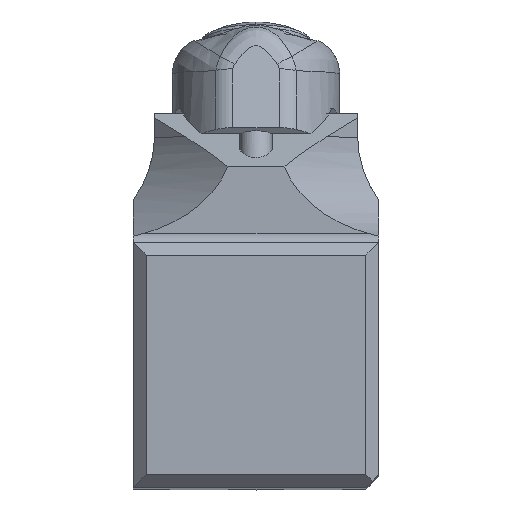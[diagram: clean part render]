
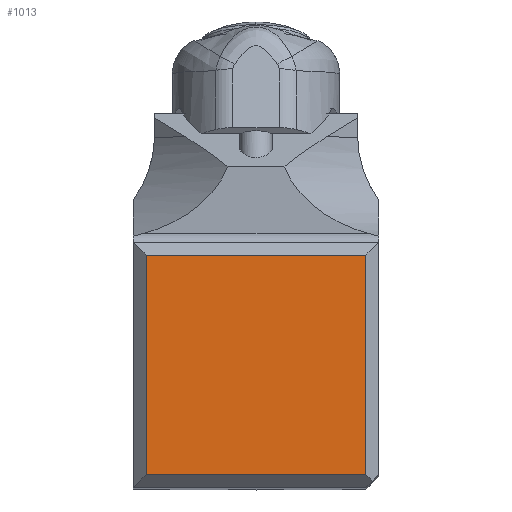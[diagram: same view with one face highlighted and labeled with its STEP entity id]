
A CAD part, top view. The second image highlights one B-rep face of the part: STEP entity #1013.
In plain terms, the highlighted planar face has unit normal (0, 0, 1).
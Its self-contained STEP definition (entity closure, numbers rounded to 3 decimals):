
#742=FACE_OUTER_BOUND('',#1424,.T.);
#1013=ADVANCED_FACE('',(#742),#1295,.T.);
#1295=PLANE('',#5095);
#1424=EDGE_LOOP('',(#1759,#1760,#1761,#1762));
#1759=ORIENTED_EDGE('',*,*,#3711,.F.);
#1760=ORIENTED_EDGE('',*,*,#3716,.T.);
#1761=ORIENTED_EDGE('',*,*,#3717,.T.);
#1762=ORIENTED_EDGE('',*,*,#3715,.F.);
#3227=VERTEX_POINT('',#6868);
#3228=VERTEX_POINT('',#6870);
#3229=VERTEX_POINT('',#6874);
#3231=VERTEX_POINT('',#6880);
#3711=EDGE_CURVE('',#3227,#3228,#4445,.T.);
#3715=EDGE_CURVE('',#3228,#3229,#4449,.T.);
#3716=EDGE_CURVE('',#3227,#3231,#4450,.T.);
#3717=EDGE_CURVE('',#3231,#3229,#4451,.T.);
#4445=LINE('',#6869,#4703);
#4449=LINE('',#6877,#4707);
#4450=LINE('',#6879,#4708);
#4451=LINE('',#6881,#4709);
#4703=VECTOR('',#5642,1.);
#4707=VECTOR('',#5648,1.);
#4708=VECTOR('',#5651,1.);
#4709=VECTOR('',#5652,1.);
#5095=AXIS2_PLACEMENT_3D('',#6882,#5653,#5654);
#5642=DIRECTION('',(-1.,0.,0.));
#5648=DIRECTION('',(0.,1.,0.));
#5651=DIRECTION('',(0.,1.,0.));
#5652=DIRECTION('',(-1.,0.,0.));
#5653=DIRECTION('',(0.,0.,1.));
#5654=DIRECTION('',(-1.,0.,0.));
#6868=CARTESIAN_POINT('',(-1.,1.,0.));
#6869=CARTESIAN_POINT('',(-1.,1.,0.));
#6870=CARTESIAN_POINT('',(-18.05,1.,0.));
#6874=CARTESIAN_POINT('',(-18.05,18.05,0.));
#6877=CARTESIAN_POINT('',(-18.05,1.,0.));
#6879=CARTESIAN_POINT('',(-1.,1.,0.));
#6880=CARTESIAN_POINT('',(-1.,18.05,0.));
#6881=CARTESIAN_POINT('',(-1.,18.05,0.));
#6882=CARTESIAN_POINT('',(-9.525,9.525,0.));
